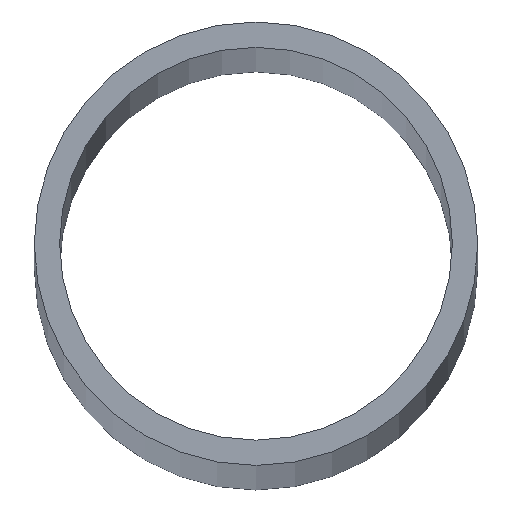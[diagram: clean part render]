
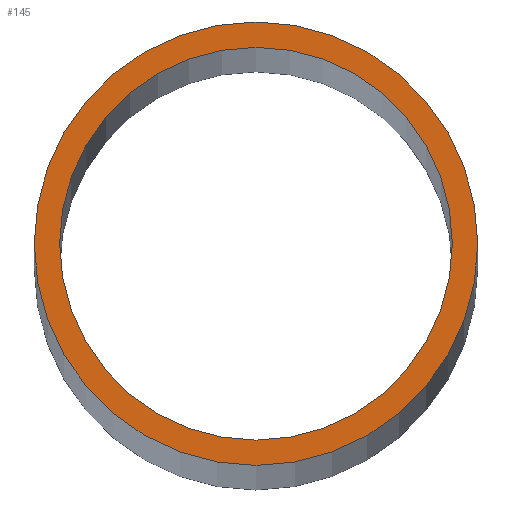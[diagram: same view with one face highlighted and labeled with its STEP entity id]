
A CAD part, top view. The second image highlights one B-rep face of the part: STEP entity #145.
In plain terms, the highlighted planar face has unit normal (0, 0, 1).
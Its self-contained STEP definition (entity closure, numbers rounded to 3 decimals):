
#3 = CARTESIAN_POINT ( 'NONE',  ( 0., 0., 2000. ) ) ;
#5 = ORIENTED_EDGE ( 'NONE', *, *, #162, .F. ) ;
#8 = FACE_OUTER_BOUND ( 'NONE', #161, .T. ) ;
#26 = DIRECTION ( 'NONE',  ( 1., 0., 0. ) ) ;
#36 = EDGE_LOOP ( 'NONE', ( #5 ) ) ;
#45 = CIRCLE ( 'NONE', #57, 31.5 ) ;
#47 = FACE_BOUND ( 'NONE', #36, .T. ) ;
#57 = AXIS2_PLACEMENT_3D ( 'NONE', #58, #102, #100 ) ;
#58 = CARTESIAN_POINT ( 'NONE',  ( 0., 0., 2000. ) ) ;
#64 = VERTEX_POINT ( 'NONE', #113 ) ;
#66 = DIRECTION ( 'NONE',  ( 0., 0., 1. ) ) ;
#71 = VERTEX_POINT ( 'NONE', #121 ) ;
#82 = EDGE_CURVE ( 'NONE', #64, #64, #45, .T. ) ;
#99 = DIRECTION ( 'NONE',  ( 1., 0., 0. ) ) ;
#100 = DIRECTION ( 'NONE',  ( 1., 0., 0. ) ) ;
#102 = DIRECTION ( 'NONE',  ( 0., 0., 1. ) ) ;
#113 = CARTESIAN_POINT ( 'NONE',  ( 31.5, 0., 2000. ) ) ;
#118 = DIRECTION ( 'NONE',  ( 0., 0., 1. ) ) ;
#121 = CARTESIAN_POINT ( 'NONE',  ( 27.9, 0., 2000. ) ) ;
#130 = AXIS2_PLACEMENT_3D ( 'NONE', #3, #118, #26 ) ;
#131 = ORIENTED_EDGE ( 'NONE', *, *, #82, .T. ) ;
#132 = PLANE ( 'NONE',  #152 ) ;
#144 = CIRCLE ( 'NONE', #130, 27.9 ) ;
#145 = ADVANCED_FACE ( 'NONE', ( #8, #47 ), #132, .T. ) ;
#152 = AXIS2_PLACEMENT_3D ( 'NONE', #165, #66, #99 ) ;
#161 = EDGE_LOOP ( 'NONE', ( #131 ) ) ;
#162 = EDGE_CURVE ( 'NONE', #71, #71, #144, .T. ) ;
#165 = CARTESIAN_POINT ( 'NONE',  ( 0., 0., 2000. ) ) ;
